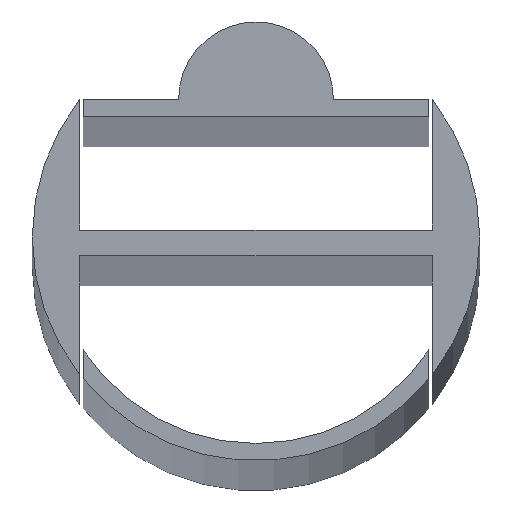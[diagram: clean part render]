
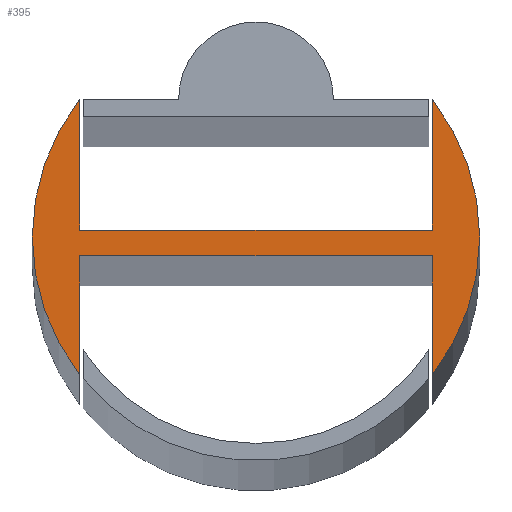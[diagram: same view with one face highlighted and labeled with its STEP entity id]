
A CAD part, top view. The second image highlights one B-rep face of the part: STEP entity #395.
In plain terms, the highlighted planar face has unit normal (0, 0, 1).
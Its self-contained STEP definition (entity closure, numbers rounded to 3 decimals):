
#25=PLANE('',#439);
#46=FACE_OUTER_BOUND('',#70,.T.);
#70=EDGE_LOOP('',(#306,#307,#308,#309,#310,#311,#312,#313));
#89=LINE('',#589,#133);
#92=LINE('',#595,#136);
#95=LINE('',#601,#139);
#99=LINE('',#613,#143);
#102=LINE('',#619,#146);
#105=LINE('',#623,#149);
#133=VECTOR('',#474,10.);
#136=VECTOR('',#479,10.);
#139=VECTOR('',#484,10.);
#143=VECTOR('',#496,10.);
#146=VECTOR('',#501,10.);
#149=VECTOR('',#506,10.);
#175=CIRCLE('',#429,13.);
#177=CIRCLE('',#435,13.);
#186=VERTEX_POINT('',#580);
#187=VERTEX_POINT('',#582);
#189=VERTEX_POINT('',#588);
#191=VERTEX_POINT('',#594);
#193=VERTEX_POINT('',#600);
#195=VERTEX_POINT('',#606);
#197=VERTEX_POINT('',#612);
#199=VERTEX_POINT('',#618);
#222=EDGE_CURVE('',#187,#186,#175,.T.);
#225=EDGE_CURVE('',#189,#187,#89,.T.);
#228=EDGE_CURVE('',#191,#189,#92,.T.);
#231=EDGE_CURVE('',#193,#191,#95,.T.);
#234=EDGE_CURVE('',#195,#193,#177,.T.);
#237=EDGE_CURVE('',#197,#195,#99,.T.);
#240=EDGE_CURVE('',#199,#197,#102,.T.);
#243=EDGE_CURVE('',#186,#199,#105,.T.);
#306=ORIENTED_EDGE('',*,*,#243,.T.);
#307=ORIENTED_EDGE('',*,*,#240,.T.);
#308=ORIENTED_EDGE('',*,*,#237,.T.);
#309=ORIENTED_EDGE('',*,*,#234,.T.);
#310=ORIENTED_EDGE('',*,*,#231,.T.);
#311=ORIENTED_EDGE('',*,*,#228,.T.);
#312=ORIENTED_EDGE('',*,*,#225,.T.);
#313=ORIENTED_EDGE('',*,*,#222,.T.);
#395=ADVANCED_FACE('',(#46),#25,.T.);
#429=AXIS2_PLACEMENT_3D('',#583,#468,#469);
#435=AXIS2_PLACEMENT_3D('',#607,#490,#491);
#439=AXIS2_PLACEMENT_3D('',#624,#507,#508);
#468=DIRECTION('center_axis',(0.,0.,1.));
#469=DIRECTION('ref_axis',(-0.788,0.615,0.));
#474=DIRECTION('',(0.,1.,0.));
#479=DIRECTION('',(-1.,0.,0.));
#484=DIRECTION('',(0.,-1.,0.));
#490=DIRECTION('center_axis',(0.,0.,1.));
#491=DIRECTION('ref_axis',(0.788,-0.615,0.));
#496=DIRECTION('',(0.,-1.,0.));
#501=DIRECTION('',(1.,0.,0.));
#506=DIRECTION('',(0.,1.,0.));
#507=DIRECTION('center_axis',(0.,0.,1.));
#508=DIRECTION('ref_axis',(1.,0.,0.));
#580=CARTESIAN_POINT('',(-10.25,-7.996,1000.));
#582=CARTESIAN_POINT('',(-10.25,7.996,1000.));
#583=CARTESIAN_POINT('Origin',(0.,0.,1000.));
#588=CARTESIAN_POINT('',(-10.25,0.406,1000.));
#589=CARTESIAN_POINT('',(-10.25,0.406,1000.));
#594=CARTESIAN_POINT('',(10.25,0.406,1000.));
#595=CARTESIAN_POINT('',(10.25,0.406,1000.));
#600=CARTESIAN_POINT('',(10.25,7.996,1000.));
#601=CARTESIAN_POINT('',(10.25,7.996,1000.));
#606=CARTESIAN_POINT('',(10.25,-7.996,1000.));
#607=CARTESIAN_POINT('Origin',(0.,0.,1000.));
#612=CARTESIAN_POINT('',(10.25,-1.094,1000.));
#613=CARTESIAN_POINT('',(10.25,-1.094,1000.));
#618=CARTESIAN_POINT('',(-10.25,-1.094,1000.));
#619=CARTESIAN_POINT('',(-10.25,-1.094,1000.));
#623=CARTESIAN_POINT('',(-10.25,-7.996,1000.));
#624=CARTESIAN_POINT('Origin',(0.,0.,
1000.));
